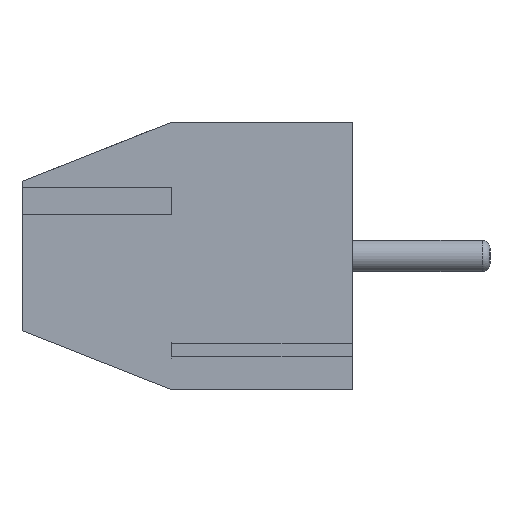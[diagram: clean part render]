
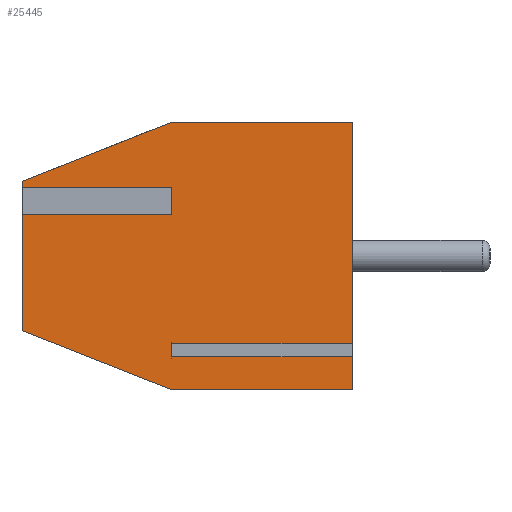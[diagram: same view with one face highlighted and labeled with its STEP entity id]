
A CAD part, left-side view. The second image highlights one B-rep face of the part: STEP entity #25445.
In plain terms, the highlighted planar face has unit normal (-1, 0, 0).
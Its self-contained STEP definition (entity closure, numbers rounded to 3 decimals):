
#1124 = EDGE_CURVE ( 'NONE', #17462, #14973, #11849, .T. ) ;
#1410 = LINE ( 'NONE', #26812, #15852 ) ;
#1589 = CARTESIAN_POINT ( 'NONE',  ( 0., 4.6, 0.832 ) ) ;
#2095 = LINE ( 'NONE', #13838, #8624 ) ;
#2183 = DIRECTION ( 'NONE',  ( 0., 0., -1. ) ) ;
#2659 = ORIENTED_EDGE ( 'NONE', *, *, #14920, .T. ) ;
#3068 = DIRECTION ( 'NONE',  ( 1., 0., 0. ) ) ;
#3535 = LINE ( 'NONE', #36775, #18606 ) ;
#3917 = CARTESIAN_POINT ( 'NONE',  ( 0., 4.6, 1.168 ) ) ;
#4050 = CARTESIAN_POINT ( 'NONE',  ( 0., 8.4, 6.8 ) ) ;
#4111 = EDGE_CURVE ( 'NONE', #34270, #6501, #9378, .T. ) ;
#4789 = ORIENTED_EDGE ( 'NONE', *, *, #8765, .F. ) ;
#4892 = DIRECTION ( 'NONE',  ( 0., -1., 0. ) ) ;
#4911 = CARTESIAN_POINT ( 'NONE',  ( 0., 8.4, 6.8 ) ) ;
#5490 = CARTESIAN_POINT ( 'NONE',  ( 0., 4.6, 4.632 ) ) ;
#5512 = CARTESIAN_POINT ( 'NONE',  ( 0., 8.4, 1.5 ) ) ;
#6258 = EDGE_CURVE ( 'NONE', #26731, #9564, #20033, .T. ) ;
#6501 = VERTEX_POINT ( 'NONE', #17251 ) ;
#7196 = EDGE_LOOP ( 'NONE', ( #17229, #15712, #21859, #32700, #33310, #13102, #19640, #9010, #7877, #4789, #24840, #17794, #24934, #2659 ) ) ;
#7877 = ORIENTED_EDGE ( 'NONE', *, *, #17175, .F. ) ;
#8624 = VECTOR ( 'NONE', #28523, 1000. ) ;
#8765 = EDGE_CURVE ( 'NONE', #29087, #16462, #23542, .T. ) ;
#8829 = VECTOR ( 'NONE', #29002, 1000. ) ;
#9010 = ORIENTED_EDGE ( 'NONE', *, *, #37243, .F. ) ;
#9378 = LINE ( 'NONE', #4050, #12679 ) ;
#9415 = CARTESIAN_POINT ( 'NONE',  ( 0., 0., 1.168 ) ) ;
#9564 = VERTEX_POINT ( 'NONE', #25402 ) ;
#9614 = VERTEX_POINT ( 'NONE', #38075 ) ;
#10851 = LINE ( 'NONE', #37814, #13990 ) ;
#10868 = VECTOR ( 'NONE', #4892, 1000. ) ;
#11750 = EDGE_CURVE ( 'NONE', #9614, #19320, #1410, .T. ) ;
#11849 = LINE ( 'NONE', #20851, #36365 ) ;
#12679 = VECTOR ( 'NONE', #13095, 1000. ) ;
#13095 = DIRECTION ( 'NONE',  ( 0., -1., 0. ) ) ;
#13102 = ORIENTED_EDGE ( 'NONE', *, *, #30416, .T. ) ;
#13838 = CARTESIAN_POINT ( 'NONE',  ( 0., 0., 6.8 ) ) ;
#13974 = DIRECTION ( 'NONE',  ( 0., 0., 1. ) ) ;
#13990 = VECTOR ( 'NONE', #16914, 1000. ) ;
#14920 = EDGE_CURVE ( 'NONE', #29612, #17462, #33256, .T. ) ;
#14973 = VERTEX_POINT ( 'NONE', #9415 ) ;
#15529 = CARTESIAN_POINT ( 'NONE',  ( 0., 8.4, 6.8 ) ) ;
#15712 = ORIENTED_EDGE ( 'NONE', *, *, #35337, .T. ) ;
#15852 = VECTOR ( 'NONE', #2183, 1000. ) ;
#15914 = LINE ( 'NONE', #36400, #18925 ) ;
#16373 = VECTOR ( 'NONE', #32155, 1000. ) ;
#16462 = VERTEX_POINT ( 'NONE', #34715 ) ;
#16914 = DIRECTION ( 'NONE',  ( 0., -1., 0. ) ) ;
#17059 = LINE ( 'NONE', #22918, #8829 ) ;
#17175 = EDGE_CURVE ( 'NONE', #16462, #34423, #25905, .T. ) ;
#17229 = ORIENTED_EDGE ( 'NONE', *, *, #1124, .T. ) ;
#17251 = CARTESIAN_POINT ( 'NONE',  ( 0., 0., 6.8 ) ) ;
#17462 = VERTEX_POINT ( 'NONE', #3917 ) ;
#17726 = VECTOR ( 'NONE', #24312, 1000. ) ;
#17794 = ORIENTED_EDGE ( 'NONE', *, *, #21295, .T. ) ;
#17958 = FACE_OUTER_BOUND ( 'NONE', #7196, .T. ) ;
#18606 = VECTOR ( 'NONE', #19005, 1000. ) ;
#18925 = VECTOR ( 'NONE', #27436, 1000. ) ;
#19005 = DIRECTION ( 'NONE',  ( 0., -1., 0. ) ) ;
#19320 = VERTEX_POINT ( 'NONE', #5490 ) ;
#19640 = ORIENTED_EDGE ( 'NONE', *, *, #11750, .T. ) ;
#20033 = LINE ( 'NONE', #15529, #17726 ) ;
#20655 = EDGE_CURVE ( 'NONE', #29087, #37652, #3535, .T. ) ;
#20851 = CARTESIAN_POINT ( 'NONE',  ( 0., 4.6, 1.168 ) ) ;
#21295 = EDGE_CURVE ( 'NONE', #37652, #21459, #37974, .T. ) ;
#21459 = VERTEX_POINT ( 'NONE', #21931 ) ;
#21859 = ORIENTED_EDGE ( 'NONE', *, *, #4111, .F. ) ;
#21931 = CARTESIAN_POINT ( 'NONE',  ( 0., 0., 0.832 ) ) ;
#22547 = DIRECTION ( 'NONE',  ( 0., 0., 1. ) ) ;
#22754 = CARTESIAN_POINT ( 'NONE',  ( 0., 8.4, 4.632 ) ) ;
#22918 = CARTESIAN_POINT ( 'NONE',  ( 0., 8.4, 5.3 ) ) ;
#23542 = LINE ( 'NONE', #5512, #16373 ) ;
#24085 = EDGE_CURVE ( 'NONE', #9564, #34270, #17059, .T. ) ;
#24312 = DIRECTION ( 'NONE',  ( 0., 0., 1. ) ) ;
#24840 = ORIENTED_EDGE ( 'NONE', *, *, #20655, .T. ) ;
#24934 = ORIENTED_EDGE ( 'NONE', *, *, #25037, .F. ) ;
#25037 = EDGE_CURVE ( 'NONE', #29612, #21459, #15914, .T. ) ;
#25151 = CARTESIAN_POINT ( 'NONE',  ( 0., 8.4, 4.632 ) ) ;
#25402 = CARTESIAN_POINT ( 'NONE',  ( 0., 8.4, 5.3 ) ) ;
#25445 = ADVANCED_FACE ( 'NONE', ( #17958 ), #29514, .F. ) ;
#25905 = LINE ( 'NONE', #4911, #33054 ) ;
#26569 = CARTESIAN_POINT ( 'NONE',  ( 0., 8.4, 6.8 ) ) ;
#26731 = VERTEX_POINT ( 'NONE', #27258 ) ;
#26812 = CARTESIAN_POINT ( 'NONE',  ( 0., 4.6, 4.968 ) ) ;
#27053 = AXIS2_PLACEMENT_3D ( 'NONE', #26569, #3068, #35717 ) ;
#27258 = CARTESIAN_POINT ( 'NONE',  ( 0., 8.4, 4.968 ) ) ;
#27436 = DIRECTION ( 'NONE',  ( 0., -1., 0. ) ) ;
#27977 = VECTOR ( 'NONE', #36949, 1000. ) ;
#28523 = DIRECTION ( 'NONE',  ( 0., 0., 1. ) ) ;
#28911 = CARTESIAN_POINT ( 'NONE',  ( 0., 4.6, 6.8 ) ) ;
#29002 = DIRECTION ( 'NONE',  ( 0., -0.93, 0.367 ) ) ;
#29087 = VERTEX_POINT ( 'NONE', #31081 ) ;
#29514 = PLANE ( 'NONE',  #27053 ) ;
#29612 = VERTEX_POINT ( 'NONE', #1589 ) ;
#30416 = EDGE_CURVE ( 'NONE', #26731, #9614, #10851, .T. ) ;
#31081 = CARTESIAN_POINT ( 'NONE',  ( 0., 4.6, 0. ) ) ;
#31735 = CARTESIAN_POINT ( 'NONE',  ( 0., 0., 6.8 ) ) ;
#32155 = DIRECTION ( 'NONE',  ( 0., 0.93, 0.367 ) ) ;
#32700 = ORIENTED_EDGE ( 'NONE', *, *, #24085, .F. ) ;
#32755 = DIRECTION ( 'NONE',  ( 0., -1., 0. ) ) ;
#33054 = VECTOR ( 'NONE', #13974, 1000. ) ;
#33256 = LINE ( 'NONE', #33652, #27977 ) ;
#33310 = ORIENTED_EDGE ( 'NONE', *, *, #6258, .F. ) ;
#33652 = CARTESIAN_POINT ( 'NONE',  ( 0., 4.6, 0.832 ) ) ;
#34270 = VERTEX_POINT ( 'NONE', #28911 ) ;
#34423 = VERTEX_POINT ( 'NONE', #25151 ) ;
#34452 = LINE ( 'NONE', #22754, #10868 ) ;
#34715 = CARTESIAN_POINT ( 'NONE',  ( 0., 8.4, 1.5 ) ) ;
#34884 = VECTOR ( 'NONE', #22547, 1000. ) ;
#35337 = EDGE_CURVE ( 'NONE', #14973, #6501, #2095, .T. ) ;
#35717 = DIRECTION ( 'NONE',  ( 0., 0., -1. ) ) ;
#36365 = VECTOR ( 'NONE', #32755, 1000. ) ;
#36400 = CARTESIAN_POINT ( 'NONE',  ( 0., 4.6, 0.832 ) ) ;
#36775 = CARTESIAN_POINT ( 'NONE',  ( 0., 8.4, 0. ) ) ;
#36949 = DIRECTION ( 'NONE',  ( 0., 0., 1. ) ) ;
#36968 = CARTESIAN_POINT ( 'NONE',  ( 0., 0., 0. ) ) ;
#37243 = EDGE_CURVE ( 'NONE', #34423, #19320, #34452, .T. ) ;
#37652 = VERTEX_POINT ( 'NONE', #36968 ) ;
#37814 = CARTESIAN_POINT ( 'NONE',  ( 0., 8.4, 4.968 ) ) ;
#37974 = LINE ( 'NONE', #31735, #34884 ) ;
#38075 = CARTESIAN_POINT ( 'NONE',  ( 0., 4.6, 4.968 ) ) ;
